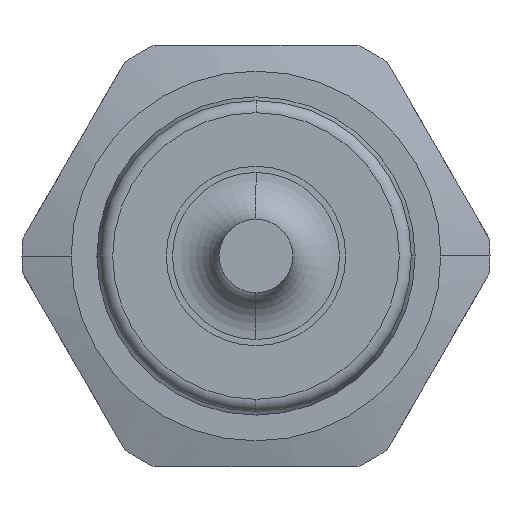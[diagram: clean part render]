
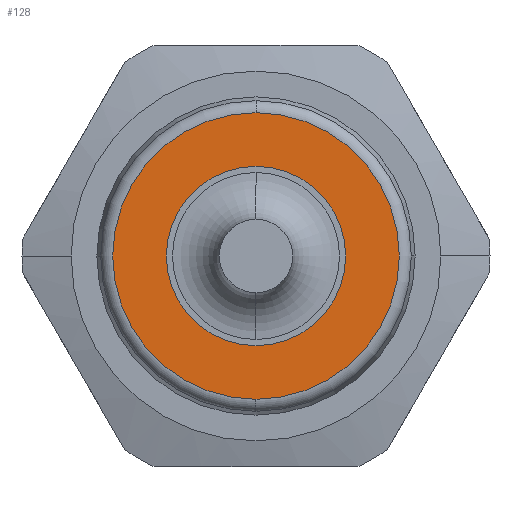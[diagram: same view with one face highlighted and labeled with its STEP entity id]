
A CAD part, left-side view. The second image highlights one B-rep face of the part: STEP entity #128.
In plain terms, the highlighted planar face has unit normal (-1, 0, 0).
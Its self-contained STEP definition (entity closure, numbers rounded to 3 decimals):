
#128 = ADVANCED_FACE( '', ( #244, #245 ), #246, .T. );
#244 = FACE_BOUND( '', #367, .T. );
#245 = FACE_OUTER_BOUND( '', #368, .T. );
#246 = PLANE( '', #369 );
#367 = EDGE_LOOP( '', ( #781, #782 ) );
#368 = EDGE_LOOP( '', ( #783, #784, #785 ) );
#369 = AXIS2_PLACEMENT_3D( '', #786, #787, #788 );
#781 = ORIENTED_EDGE( '', *, *, #836, .F. );
#782 = ORIENTED_EDGE( '', *, *, #954, .F. );
#783 = ORIENTED_EDGE( '', *, *, #843, .T. );
#784 = ORIENTED_EDGE( '', *, *, #953, .T. );
#785 = ORIENTED_EDGE( '', *, *, #844, .T. );
#786 = CARTESIAN_POINT( '', ( -28., 7.467, 0. ) );
#787 = DIRECTION( '', ( -1., 0., 0. ) );
#788 = DIRECTION( '', ( 0., 1., 0. ) );
#836 = EDGE_CURVE( '', #977, #980, #981, .T. );
#843 = EDGE_CURVE( '', #994, #992, #995, .T. );
#844 = EDGE_CURVE( '', #986, #994, #996, .T. );
#953 = EDGE_CURVE( '', #992, #986, #1168, .T. );
#954 = EDGE_CURVE( '', #980, #977, #1169, .T. );
#977 = VERTEX_POINT( '', #1195 );
#980 = VERTEX_POINT( '', #1199 );
#981 = CIRCLE( '', #1200, 5.75 );
#986 = VERTEX_POINT( '', #1206 );
#992 = VERTEX_POINT( '', #1212 );
#994 = VERTEX_POINT( '', #1214 );
#995 = CIRCLE( '', #1215, 9.184 );
#996 = CIRCLE( '', #1216, 9.184 );
#1168 = CIRCLE( '', #1540, 9.184 );
#1169 = CIRCLE( '', #1541, 5.75 );
#1195 = CARTESIAN_POINT( '', ( -28., 5.75, 0. ) );
#1199 = CARTESIAN_POINT( '', ( -28., -5.75, 0. ) );
#1200 = AXIS2_PLACEMENT_3D( '', #1572, #1573, #1574 );
#1206 = CARTESIAN_POINT( '', ( -28., 0., 9.184 ) );
#1212 = CARTESIAN_POINT( '', ( -28., 0., -9.184 ) );
#1214 = CARTESIAN_POINT( '', ( -28., 9.184, 0. ) );
#1215 = AXIS2_PLACEMENT_3D( '', #1591, #1592, #1593 );
#1216 = AXIS2_PLACEMENT_3D( '', #1594, #1595, #1596 );
#1540 = AXIS2_PLACEMENT_3D( '', #1797, #1798, #1799 );
#1541 = AXIS2_PLACEMENT_3D( '', #1800, #1801, #1802 );
#1572 = CARTESIAN_POINT( '', ( -28., 0., 0. ) );
#1573 = DIRECTION( '', ( -1., 0., 0. ) );
#1574 = DIRECTION( '', ( 0., 1., 0. ) );
#1591 = CARTESIAN_POINT( '', ( -28., 0., 0. ) );
#1592 = DIRECTION( '', ( -1., 0., 0. ) );
#1593 = DIRECTION( '', ( 0., 1., 0. ) );
#1594 = CARTESIAN_POINT( '', ( -28., 0., 0. ) );
#1595 = DIRECTION( '', ( -1., 0., 0. ) );
#1596 = DIRECTION( '', ( 0., 1., 0. ) );
#1797 = CARTESIAN_POINT( '', ( -28., 0., 0. ) );
#1798 = DIRECTION( '', ( -1., 0., 0. ) );
#1799 = DIRECTION( '', ( 0., 1., 0. ) );
#1800 = CARTESIAN_POINT( '', ( -28., 0., 0. ) );
#1801 = DIRECTION( '', ( -1., 0., 0. ) );
#1802 = DIRECTION( '', ( 0., 1., 0. ) );
